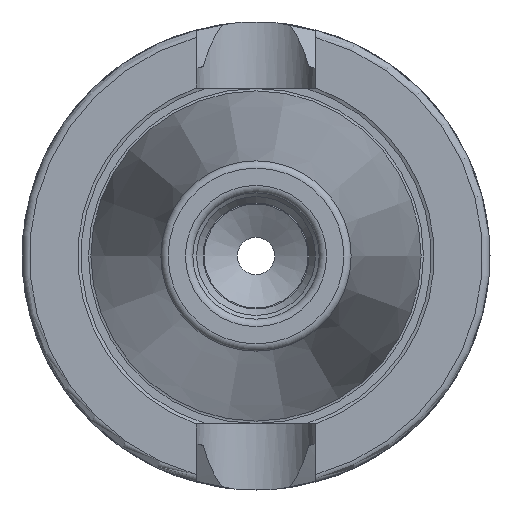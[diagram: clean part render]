
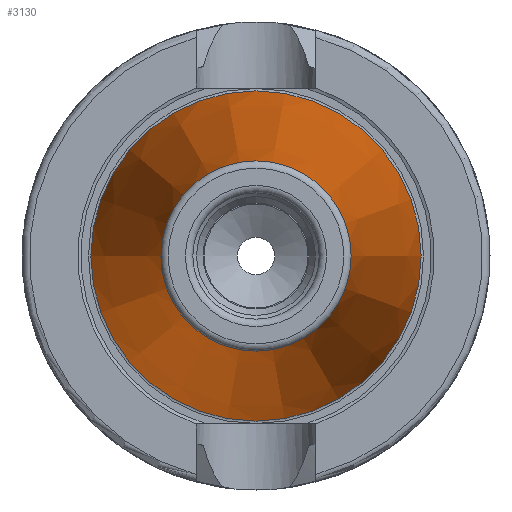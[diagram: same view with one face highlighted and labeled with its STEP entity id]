
A CAD part, left-side view. The second image highlights one B-rep face of the part: STEP entity #3130.
In plain terms, the highlighted conical face has half-angle 8.297 degrees and reference radius 17.519 mm.
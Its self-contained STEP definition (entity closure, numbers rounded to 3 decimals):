
#3096=CARTESIAN_POINT('',(-64.544,12.812,0.0));
#3097=VERTEX_POINT('',#3096);
#3098=CARTESIAN_POINT('',(-64.544,0.,0.0));
#3099=DIRECTION('',(1.0,0.0,0.0));
#3100=DIRECTION('',(0.0,1.0,0.0));
#3101=AXIS2_PLACEMENT_3D('',#3098,#3099,#3100);
#3102=CIRCLE('',#3101,12.812);
#3103=EDGE_CURVE('',#3097,#3097,#3102,.T.);
#3111=CARTESIAN_POINT('',(-32.272,0.,0.0));
#3112=DIRECTION('',(1.0,0.,0.0));
#3113=DIRECTION('',(0.0,1.0,0.0));
#3114=AXIS2_PLACEMENT_3D('',#3111,#3112,#3113);
#3115=CONICAL_SURFACE('',#3114,17.519,8.297);
#3116=CARTESIAN_POINT('',(0.,22.225,0.0));
#3117=VERTEX_POINT('',#3116);
#3118=CARTESIAN_POINT('',(0.,0.,0.0));
#3119=DIRECTION('',(1.0,0.0,0.0));
#3120=DIRECTION('',(0.0,1.0,0.0));
#3121=AXIS2_PLACEMENT_3D('',#3118,#3119,#3120);
#3122=CIRCLE('',#3121,22.225);
#3123=EDGE_CURVE('',#3117,#3117,#3122,.T.);
#3124=ORIENTED_EDGE('',*,*,#3123,.F.);
#3125=EDGE_LOOP('',(#3124));
#3126=FACE_OUTER_BOUND('',#3125,.T.);
#3127=ORIENTED_EDGE('',*,*,#3103,.T.);
#3128=EDGE_LOOP('',(#3127));
#3129=FACE_BOUND('',#3128,.T.);
#3130=ADVANCED_FACE('',(#3126,#3129),#3115,.T.);
